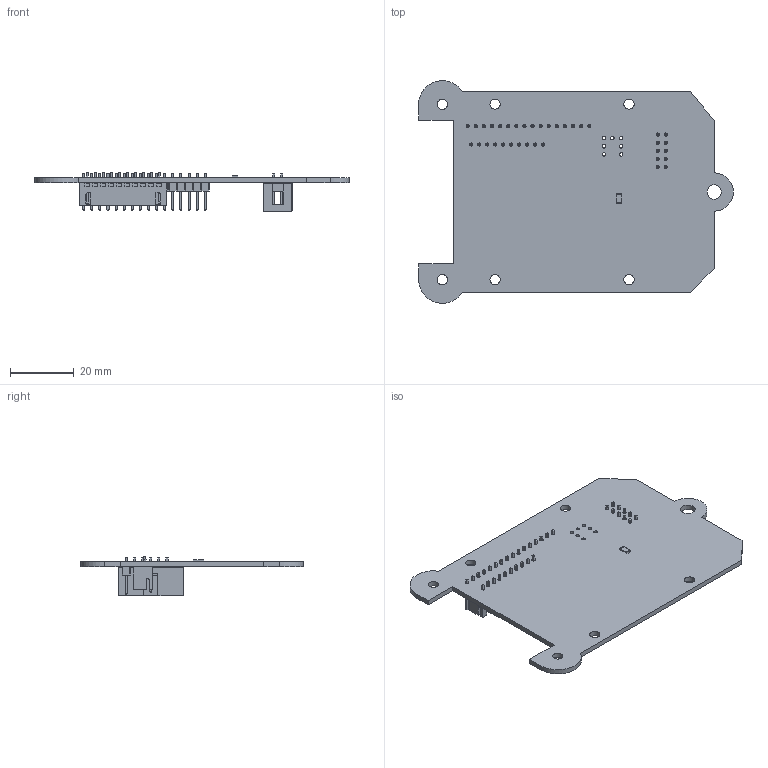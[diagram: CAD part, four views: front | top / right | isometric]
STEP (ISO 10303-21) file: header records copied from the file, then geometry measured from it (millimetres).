
FILE_DESCRIPTION(('KiCad electronic assembly'),'2;1');
FILE_NAME('mainPCB_v0.9-br2.step','2022-08-09T13:46:51',('An Author'),( 'A Company'),'Open CASCADE STEP processor 6.9', 'KiCad to STEP converter','Unknown');
FILE_SCHEMA(('AUTOMOTIVE_DESIGN { 1 0 10303 214 1 1 1 1 }'));
Length unit declared in the file: millimetre
Products named in the file (10): Open CASCADE STEP translator 6.9 1; IDC-Header_2x05_P2.54mm_Vertical; SOLID; JST_XH_B10B-XH-A_1x10_P2.50mm_Vertical; R_1206_3216Metric; PinHeader_1x16_P2.54mm_Vertical; COMPOUND
Assembly tree (9 placements, depth 3):
  Open CASCADE STEP translator 6.9 1
    IDC-Header_2x05_P2.54mm_Vertical
      SOLID
    JST_XH_B10B-XH-A_1x10_P2.50mm_Vertical
      SOLID
    R_1206_3216Metric
      SOLID
    PinHeader_1x16_P2.54mm_Vertical
      SOLID
    COMPOUND
Bounding box: 98.69 x 69.82 x 12.5 mm (x, y, z)
Volume: 10114.4 mm3; surface area: 14952.8 mm2
Topology: 5 solids, 5 shells, 987 faces, 2429 edges, 1526 vertices
Faces by surface type: plane 913, cylinder 74
Full cylindrical faces by diameter (mm): 0.95 x10, 1 x32, 1.1 x7, 3.2 x6, 4.5 x1
Entity records: 66771 total; most frequent: CARTESIAN_POINT 9942, DIRECTION 9413, LINE 6979, VECTOR 6979, ORIENTED_EDGE 4858, PCURVE 4858, DEFINITIONAL_REPRESENTATION 4858, EDGE_CURVE 2429
